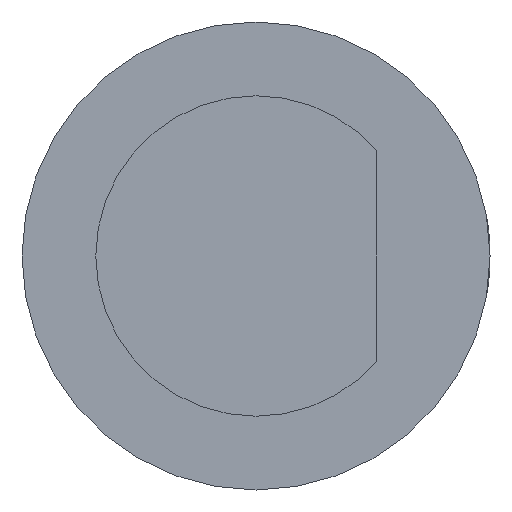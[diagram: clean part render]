
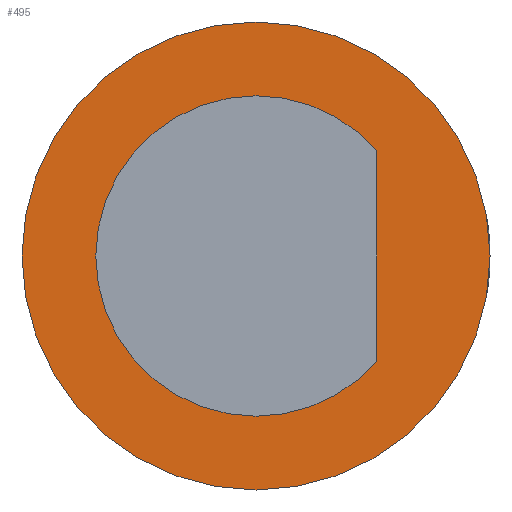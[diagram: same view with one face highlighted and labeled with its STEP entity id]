
A CAD part, front view. The second image highlights one B-rep face of the part: STEP entity #495.
In plain terms, the highlighted planar face has unit normal (0, -1, 0).
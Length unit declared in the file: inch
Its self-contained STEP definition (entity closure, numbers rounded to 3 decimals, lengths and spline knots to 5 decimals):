
#3 = CARTESIAN_POINT ( 'NONE',  ( 0., 0., 0.255 ) ) ;
#20 = DIRECTION ( 'NONE',  ( 0., 0., 1. ) ) ;
#24 = CARTESIAN_POINT ( 'NONE',  ( 0., 0., 0. ) ) ;
#38 = ORIENTED_EDGE ( 'NONE', *, *, #340, .T. ) ;
#52 = EDGE_CURVE ( 'NONE', #566, #305, #152, .T. ) ;
#69 = CARTESIAN_POINT ( 'NONE',  ( 0., 0., 0. ) ) ;
#73 = DIRECTION ( 'NONE',  ( 0., 0., 1. ) ) ;
#76 = EDGE_CURVE ( 'NONE', #437, #406, #386, .T. ) ;
#97 = EDGE_CURVE ( 'NONE', #191, #462, #262, .T. ) ;
#115 = DIRECTION ( 'NONE',  ( 0., 0., 1. ) ) ;
#126 = EDGE_LOOP ( 'NONE', ( #256, #678 ) ) ;
#138 = DIRECTION ( 'NONE',  ( 0., 1., 0. ) ) ;
#144 = CIRCLE ( 'NONE', #579, 0.3725 ) ;
#152 = CIRCLE ( 'NONE', #422, 0.3725 ) ;
#159 = DIRECTION ( 'NONE',  ( 0., 0., 1. ) ) ;
#168 = PLANE ( 'NONE',  #377 ) ;
#169 = DIRECTION ( 'NONE',  ( 0., 1., 0. ) ) ;
#176 = AXIS2_PLACEMENT_3D ( 'NONE', #69, #336, #342 ) ;
#191 = VERTEX_POINT ( 'NONE', #382 ) ;
#198 = DIRECTION ( 'NONE',  ( 0., 1., 0. ) ) ;
#208 = FACE_OUTER_BOUND ( 'NONE', #126, .T. ) ;
#210 = CARTESIAN_POINT ( 'NONE',  ( 0., 0., -0.255 ) ) ;
#222 = CARTESIAN_POINT ( 'NONE',  ( 0., 0., 0. ) ) ;
#256 = ORIENTED_EDGE ( 'NONE', *, *, #530, .F. ) ;
#262 = CIRCLE ( 'NONE', #444, 0.255 ) ;
#264 = VECTOR ( 'NONE', #288, 39.37008 ) ;
#288 = DIRECTION ( 'NONE',  ( 0., 0., -1. ) ) ;
#305 = VERTEX_POINT ( 'NONE', #565 ) ;
#331 = CARTESIAN_POINT ( 'NONE',  ( 0., 0., 0. ) ) ;
#336 = DIRECTION ( 'NONE',  ( 0., 1., 0. ) ) ;
#340 = EDGE_CURVE ( 'Edge2', #406, #191, #464, .T. ) ;
#342 = DIRECTION ( 'NONE',  ( 0., 0., 1. ) ) ;
#377 = AXIS2_PLACEMENT_3D ( 'NONE', #658, #539, #159 ) ;
#379 = DIRECTION ( 'NONE',  ( 0., 1., 0. ) ) ;
#382 = CARTESIAN_POINT ( 'NONE',  ( 0.1925, 0., -0.16724 ) ) ;
#386 = CIRCLE ( 'NONE', #485, 0.255 ) ;
#403 = EDGE_LOOP ( 'NONE', ( #665, #610, #682, #38 ) ) ;
#406 = VERTEX_POINT ( 'NONE', #705 ) ;
#422 = AXIS2_PLACEMENT_3D ( 'NONE', #540, #198, #486 ) ;
#437 = VERTEX_POINT ( 'NONE', #3 ) ;
#444 = AXIS2_PLACEMENT_3D ( 'NONE', #222, #379, #115 ) ;
#450 = CARTESIAN_POINT ( 'NONE',  ( 0.1925, 0., 0.16724 ) ) ;
#462 = VERTEX_POINT ( 'NONE', #210 ) ;
#464 = LINE ( 'NONE', #450, #264 ) ;
#485 = AXIS2_PLACEMENT_3D ( 'NONE', #24, #169, #20 ) ;
#486 = DIRECTION ( 'NONE',  ( 0., 0., 1. ) ) ;
#495 = ADVANCED_FACE ( 'Face6', ( #208, #663 ), #168, .F. ) ;
#502 = EDGE_CURVE ( 'NONE', #462, #437, #613, .T. ) ;
#530 = EDGE_CURVE ( 'NONE', #305, #566, #144, .T. ) ;
#539 = DIRECTION ( 'NONE',  ( 0., 1., 0. ) ) ;
#540 = CARTESIAN_POINT ( 'NONE',  ( 0., 0., 0. ) ) ;
#565 = CARTESIAN_POINT ( 'NONE',  ( 0., 0., -0.3725 ) ) ;
#566 = VERTEX_POINT ( 'NONE', #618 ) ;
#579 = AXIS2_PLACEMENT_3D ( 'NONE', #331, #138, #73 ) ;
#610 = ORIENTED_EDGE ( 'NONE', *, *, #502, .T. ) ;
#613 = CIRCLE ( 'NONE', #176, 0.255 ) ;
#618 = CARTESIAN_POINT ( 'NONE',  ( 0., 0., 0.3725 ) ) ;
#658 = CARTESIAN_POINT ( 'NONE',  ( 0., 0., 0. ) ) ;
#663 = FACE_BOUND ( 'NONE', #403, .T. ) ;
#665 = ORIENTED_EDGE ( 'NONE', *, *, #97, .T. ) ;
#678 = ORIENTED_EDGE ( 'NONE', *, *, #52, .F. ) ;
#682 = ORIENTED_EDGE ( 'NONE', *, *, #76, .T. ) ;
#705 = CARTESIAN_POINT ( 'NONE',  ( 0.1925, 0., 0.16724 ) ) ;
